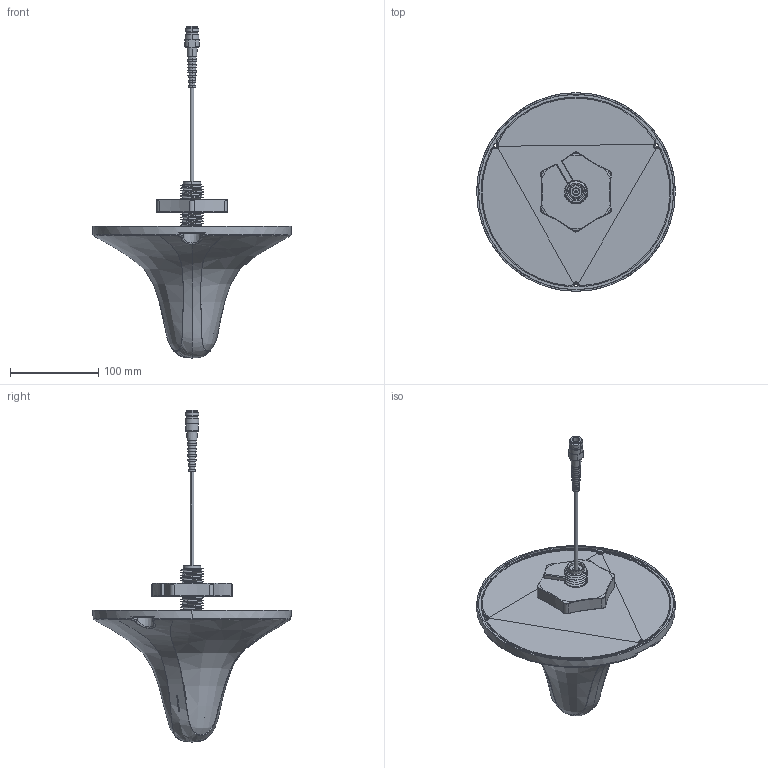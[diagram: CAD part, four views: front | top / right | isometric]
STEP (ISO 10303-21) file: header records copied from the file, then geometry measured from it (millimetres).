
FILE_DESCRIPTION (( 'STEP AP214' ), '1' );
FILE_NAME ('HG65805CUPR-NF_3D.STEP', '2021-04-16T19:06:51', ( '' ), ( '' ), 'SwSTEP 2.0', 'SolidWorks 2020', '' );
FILE_SCHEMA (( 'AUTOMOTIVE_DESIGN' ));
Length unit declared in the file: millimetre
Products named in the file (1): HG65805CUPR-NF_3D
Bounding box: 225.07 x 225.07 x 376.11 mm (x, y, z)
Volume: 346124.1 mm3; surface area: 258698.8 mm2
Topology: 5 solids, 5 shells, 685 faces, 1893 edges, 1197 vertices
Faces by surface type: cylinder 274, plane 134, bspline 104, cone 95, torus 54, sphere 24
Entity records: 47291 total; most frequent: CARTESIAN_POINT 23628, ORIENTED_EDGE 3734, DIRECTION 2893, EDGE_CURVE 1867, VERTEX_POINT 1197, AXIS2_PLACEMENT_3D 1187, EDGE_LOOP 744, B_SPLINE_CURVE_WITH_KNOTS 694
